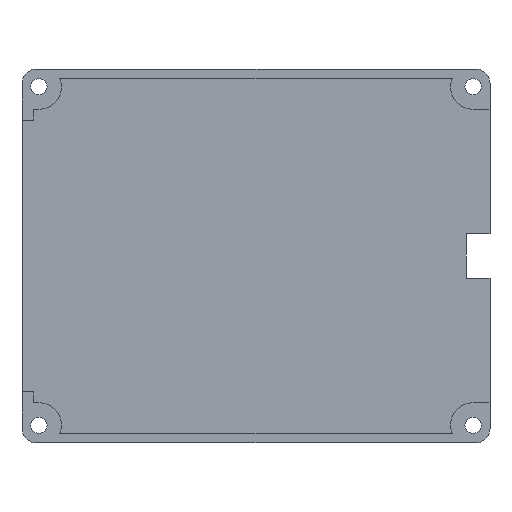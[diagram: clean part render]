
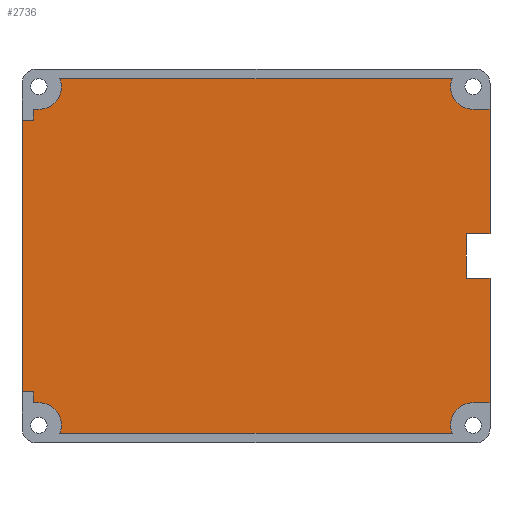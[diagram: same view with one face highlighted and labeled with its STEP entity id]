
A CAD part, front view. The second image highlights one B-rep face of the part: STEP entity #2736.
In plain terms, the highlighted planar face has unit normal (0, -1, 0).
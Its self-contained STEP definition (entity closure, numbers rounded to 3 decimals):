
#395=DIRECTION('',(1.,0.,0.));
#396=VECTOR('',#395,2.3);
#397=CARTESIAN_POINT('',(29.5,1.1,19.938));
#398=LINE('',#397,#396);
#402=DIRECTION('',(0.,0.,-1.));
#403=VECTOR('',#402,16.888);
#404=CARTESIAN_POINT('',(31.8,1.1,19.938));
#405=LINE('',#404,#403);
#409=DIRECTION('',(-1.,0.,0.));
#410=VECTOR('',#409,3.2);
#411=CARTESIAN_POINT('',(31.8,1.1,3.05));
#412=LINE('',#411,#410);
#416=DIRECTION('',(0.,0.,-1.));
#417=VECTOR('',#416,6.1);
#418=CARTESIAN_POINT('',(28.6,1.1,3.05));
#419=LINE('',#418,#417);
#423=DIRECTION('',(1.,0.,0.));
#424=VECTOR('',#423,3.2);
#425=CARTESIAN_POINT('',(28.6,1.1,-3.05));
#426=LINE('',#425,#424);
#430=DIRECTION('',(0.,0.,-1.));
#431=VECTOR('',#430,16.888);
#432=CARTESIAN_POINT('',(31.8,1.1,-3.05));
#433=LINE('',#432,#431);
#437=DIRECTION('',(-1.,0.,0.));
#438=VECTOR('',#437,2.3);
#439=CARTESIAN_POINT('',(31.8,1.1,-19.938));
#440=LINE('',#439,#438);
#444=CARTESIAN_POINT('',(29.5,1.1,-23.));
#445=DIRECTION('',(0.,-1.,0.));
#446=DIRECTION('',(0.,0.,1.));
#447=AXIS2_PLACEMENT_3D('',#444,#445,#446);
#452=CARTESIAN_POINT('',(-29.5,1.1,-23.));
#453=DIRECTION('',(0.,-1.,0.));
#454=DIRECTION('',(0.933,0.,-0.359));
#455=AXIS2_PLACEMENT_3D('',#452,#453,#454);
#460=CARTESIAN_POINT('',(-29.5,1.1,23.));
#461=DIRECTION('',(0.,-1.,0.));
#462=DIRECTION('',(0.,0.,-1.));
#463=AXIS2_PLACEMENT_3D('',#460,#461,#462);
#468=CARTESIAN_POINT('',(29.5,1.1,23.));
#469=DIRECTION('',(0.,-1.,0.));
#470=DIRECTION('',(-0.933,0.,0.359));
#471=AXIS2_PLACEMENT_3D('',#468,#469,#470);
#589=DIRECTION('',(-1.,0.,0.));
#590=VECTOR('',#589,53.284);
#591=CARTESIAN_POINT('',(26.642,1.1,24.1));
#592=LINE('',#591,#590);
#610=DIRECTION('',(-1.,0.,0.));
#611=VECTOR('',#610,0.8);
#612=CARTESIAN_POINT('',(-29.5,1.1,19.938));
#613=LINE('',#612,#611);
#624=DIRECTION('',(0.,0.,-1.));
#625=VECTOR('',#624,1.488);
#626=CARTESIAN_POINT('',(-30.3,1.1,19.938));
#627=LINE('',#626,#625);
#638=DIRECTION('',(-1.,0.,0.));
#639=VECTOR('',#638,1.5);
#640=CARTESIAN_POINT('',(-30.3,1.1,18.45));
#641=LINE('',#640,#639);
#652=DIRECTION('',(0.,0.,-1.));
#653=VECTOR('',#652,36.9);
#654=CARTESIAN_POINT('',(-31.8,1.1,18.45));
#655=LINE('',#654,#653);
#687=DIRECTION('',(1.,0.,0.));
#688=VECTOR('',#687,1.5);
#689=CARTESIAN_POINT('',(-31.8,1.1,-18.45));
#690=LINE('',#689,#688);
#701=DIRECTION('',(0.,0.,-1.));
#702=VECTOR('',#701,1.488);
#703=CARTESIAN_POINT('',(-30.3,1.1,-18.45));
#704=LINE('',#703,#702);
#715=DIRECTION('',(1.,0.,0.));
#716=VECTOR('',#715,0.8);
#717=CARTESIAN_POINT('',(-30.3,1.1,-19.938));
#718=LINE('',#717,#716);
#736=DIRECTION('',(1.,0.,0.));
#737=VECTOR('',#736,53.284);
#738=CARTESIAN_POINT('',(-26.642,1.1,-24.1));
#739=LINE('',#738,#737);
#2193=CARTESIAN_POINT('',(31.8,1.1,-19.938));
#2194=CARTESIAN_POINT('',(29.5,1.1,-19.938));
#2195=VERTEX_POINT('',#2193);
#2196=VERTEX_POINT('',#2194);
#2197=CARTESIAN_POINT('',(29.5,1.1,19.938));
#2198=CARTESIAN_POINT('',(31.8,1.1,19.938));
#2199=VERTEX_POINT('',#2197);
#2200=VERTEX_POINT('',#2198);
#2201=CARTESIAN_POINT('',(31.8,1.1,3.05));
#2202=VERTEX_POINT('',#2201);
#2203=CARTESIAN_POINT('',(28.6,1.1,3.05));
#2204=VERTEX_POINT('',#2203);
#2205=CARTESIAN_POINT('',(28.6,1.1,-3.05));
#2206=VERTEX_POINT('',#2205);
#2207=CARTESIAN_POINT('',(31.8,1.1,-3.05));
#2208=VERTEX_POINT('',#2207);
#2209=CARTESIAN_POINT('',(26.642,1.1,-24.1));
#2210=VERTEX_POINT('',#2209);
#2211=CARTESIAN_POINT('',(-26.642,1.1,-24.1));
#2212=VERTEX_POINT('',#2211);
#2213=CARTESIAN_POINT('',(-29.5,1.1,-19.938));
#2214=VERTEX_POINT('',#2213);
#2215=CARTESIAN_POINT('',(-30.3,1.1,-19.938));
#2216=VERTEX_POINT('',#2215);
#2217=CARTESIAN_POINT('',(-30.3,1.1,-18.45));
#2218=VERTEX_POINT('',#2217);
#2219=CARTESIAN_POINT('',(-31.8,1.1,-18.45));
#2220=VERTEX_POINT('',#2219);
#2221=CARTESIAN_POINT('',(-31.8,1.1,18.45));
#2222=VERTEX_POINT('',#2221);
#2223=CARTESIAN_POINT('',(-30.3,1.1,18.45));
#2224=VERTEX_POINT('',#2223);
#2225=CARTESIAN_POINT('',(-30.3,1.1,19.938));
#2226=VERTEX_POINT('',#2225);
#2227=CARTESIAN_POINT('',(-29.5,1.1,19.938));
#2228=VERTEX_POINT('',#2227);
#2229=CARTESIAN_POINT('',(-26.642,1.1,24.1));
#2230=VERTEX_POINT('',#2229);
#2231=CARTESIAN_POINT('',(26.642,1.1,24.1));
#2232=VERTEX_POINT('',#2231);
#2690=CARTESIAN_POINT('',(0.,1.1,0.));
#2691=DIRECTION('',(0.,1.,0.));
#2692=DIRECTION('',(1.,0.,0.));
#2693=AXIS2_PLACEMENT_3D('',#2690,#2691,#2692);
#2694=PLANE('',#2693);
#2696=ORIENTED_EDGE('',*,*,#2695,.T.);
#2698=ORIENTED_EDGE('',*,*,#2697,.T.);
#2700=ORIENTED_EDGE('',*,*,#2699,.T.);
#2702=ORIENTED_EDGE('',*,*,#2701,.T.);
#2704=ORIENTED_EDGE('',*,*,#2703,.T.);
#2706=ORIENTED_EDGE('',*,*,#2705,.T.);
#2707=ORIENTED_EDGE('',*,*,#2680,.T.);
#2709=ORIENTED_EDGE('',*,*,#2708,.T.);
#2711=ORIENTED_EDGE('',*,*,#2710,.F.);
#2713=ORIENTED_EDGE('',*,*,#2712,.T.);
#2715=ORIENTED_EDGE('',*,*,#2714,.F.);
#2717=ORIENTED_EDGE('',*,*,#2716,.F.);
#2719=ORIENTED_EDGE('',*,*,#2718,.F.);
#2721=ORIENTED_EDGE('',*,*,#2720,.F.);
#2723=ORIENTED_EDGE('',*,*,#2722,.F.);
#2725=ORIENTED_EDGE('',*,*,#2724,.F.);
#2727=ORIENTED_EDGE('',*,*,#2726,.F.);
#2729=ORIENTED_EDGE('',*,*,#2728,.T.);
#2731=ORIENTED_EDGE('',*,*,#2730,.F.);
#2733=ORIENTED_EDGE('',*,*,#2732,.T.);
#2734=EDGE_LOOP('',(#2696,#2698,#2700,#2702,#2704,#2706,#2707,#2709,#2711,#2713,
#2715,#2717,#2719,#2721,#2723,#2725,#2727,#2729,#2731,#2733));
#2735=FACE_OUTER_BOUND('',#2734,.F.);
#448=CIRCLE('',#447,3.062);
#456=CIRCLE('',#455,3.062);
#464=CIRCLE('',#463,3.062);
#472=CIRCLE('',#471,3.062);
#2680=EDGE_CURVE('',#2195,#2196,#440,.T.);
#2695=EDGE_CURVE('',#2199,#2200,#398,.T.);
#2697=EDGE_CURVE('',#2200,#2202,#405,.T.);
#2699=EDGE_CURVE('',#2202,#2204,#412,.T.);
#2701=EDGE_CURVE('',#2204,#2206,#419,.T.);
#2703=EDGE_CURVE('',#2206,#2208,#426,.T.);
#2705=EDGE_CURVE('',#2208,#2195,#433,.T.);
#2708=EDGE_CURVE('',#2196,#2210,#448,.T.);
#2710=EDGE_CURVE('',#2212,#2210,#739,.T.);
#2712=EDGE_CURVE('',#2212,#2214,#456,.T.);
#2714=EDGE_CURVE('',#2216,#2214,#718,.T.);
#2716=EDGE_CURVE('',#2218,#2216,#704,.T.);
#2718=EDGE_CURVE('',#2220,#2218,#690,.T.);
#2720=EDGE_CURVE('',#2222,#2220,#655,.T.);
#2722=EDGE_CURVE('',#2224,#2222,#641,.T.);
#2724=EDGE_CURVE('',#2226,#2224,#627,.T.);
#2726=EDGE_CURVE('',#2228,#2226,#613,.T.);
#2728=EDGE_CURVE('',#2228,#2230,#464,.T.);
#2730=EDGE_CURVE('',#2232,#2230,#592,.T.);
#2732=EDGE_CURVE('',#2232,#2199,#472,.T.);
#2736=ADVANCED_FACE('',(#2735),#2694,.F.);
